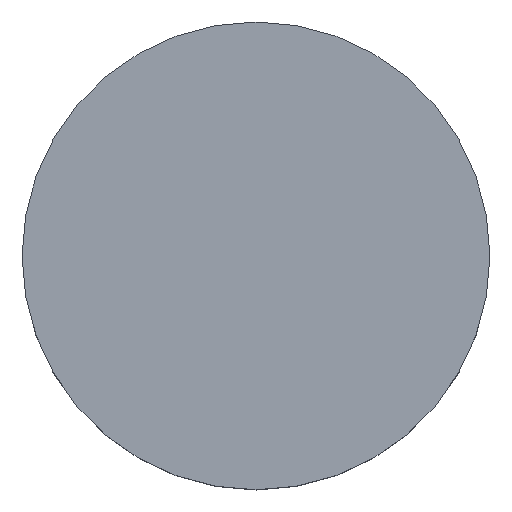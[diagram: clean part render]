
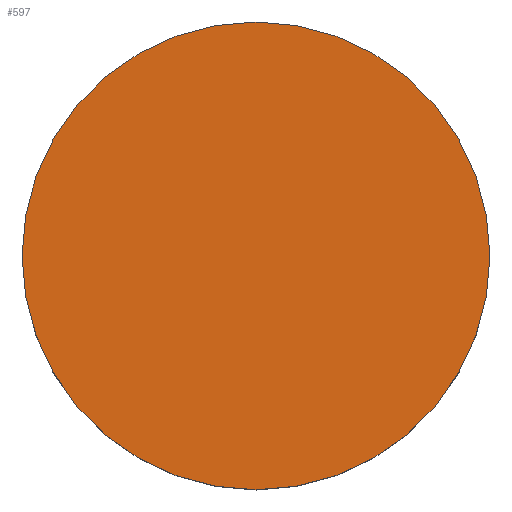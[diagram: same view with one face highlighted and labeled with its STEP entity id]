
A CAD part, top view. The second image highlights one B-rep face of the part: STEP entity #597.
In plain terms, the highlighted planar face has unit normal (0, 0, 1).
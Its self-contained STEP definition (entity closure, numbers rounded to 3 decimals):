
#258=CARTESIAN_POINT('',(0.,0.,32.5));
#259=DIRECTION('',(0.,0.,1.));
#260=DIRECTION('',(0.,1.,0.));
#261=AXIS2_PLACEMENT_3D('',#258,#259,#260);
#266=CARTESIAN_POINT('',(0.,0.,32.5));
#267=DIRECTION('',(0.,0.,-1.));
#268=DIRECTION('',(0.,1.,0.));
#269=AXIS2_PLACEMENT_3D('',#266,#267,#268);
#386=CARTESIAN_POINT('',(0.,37.,32.5));
#387=VERTEX_POINT('',#386);
#392=CARTESIAN_POINT('',(0.,-37.,32.5));
#393=VERTEX_POINT('',#392);
#588=CARTESIAN_POINT('',(0.,0.,32.5));
#589=DIRECTION('',(0.,0.,-1.));
#590=DIRECTION('',(0.,-1.,0.));
#591=AXIS2_PLACEMENT_3D('',#588,#589,#590);
#592=PLANE('',#591);
#593=ORIENTED_EDGE('',*,*,#567,.F.);
#594=ORIENTED_EDGE('',*,*,#583,.T.);
#595=EDGE_LOOP('',(#593,#594));
#596=FACE_OUTER_BOUND('',#595,.F.);
#597=ADVANCED_FACE('',(#596),#592,.F.);
#262=CIRCLE('',#261,37.);
#270=CIRCLE('',#269,37.);
#567=EDGE_CURVE('',#387,#393,#262,.T.);
#583=EDGE_CURVE('',#387,#393,#270,.T.);
